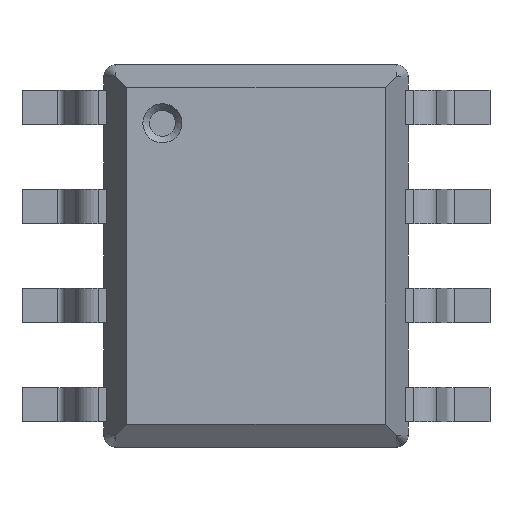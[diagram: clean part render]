
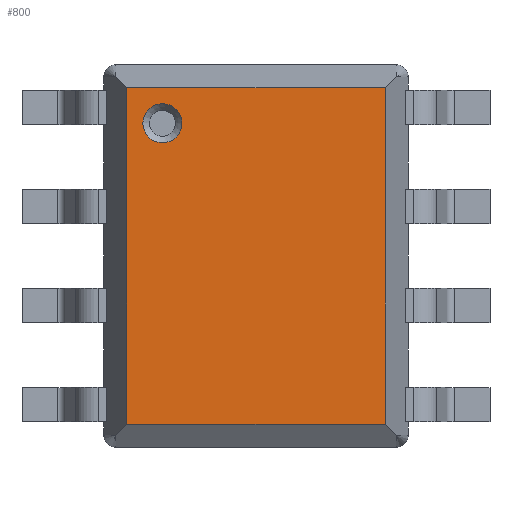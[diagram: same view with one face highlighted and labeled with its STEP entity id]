
A CAD part, top view. The second image highlights one B-rep face of the part: STEP entity #800.
In plain terms, the highlighted planar face has unit normal (0, 0, 1).
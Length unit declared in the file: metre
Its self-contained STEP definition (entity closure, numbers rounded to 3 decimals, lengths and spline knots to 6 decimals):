
#502 = EDGE_CURVE( '', #1475, #1476, #1477, .T. );
#696 = EDGE_CURVE( '', #1812, #1812, #1813, .T. );
#800 = ADVANCED_FACE( '', ( #1960, #1961 ), #1962, .F. );
#814 = EDGE_CURVE( '', #1983, #1475, #1984, .T. );
#862 = EDGE_CURVE( '', #1476, #2027, #2055, .T. );
#1060 = EDGE_CURVE( '', #2027, #1983, #2319, .T. );
#1475 = VERTEX_POINT( '', #2799 );
#1476 = VERTEX_POINT( '', #2800 );
#1477 = LINE( '', #2801, #2802 );
#1812 = VERTEX_POINT( '', #3278 );
#1813 = CIRCLE( '', #3279, 0.00025 );
#1960 = FACE_OUTER_BOUND( '', #3492, .T. );
#1961 = FACE_BOUND( '', #3493, .T. );
#1962 = PLANE( '', #3494 );
#1983 = VERTEX_POINT( '', #3519 );
#1984 = LINE( '', #3520, #3521 );
#2027 = VERTEX_POINT( '', #3584 );
#2055 = LINE( '', #3623, #3624 );
#2319 = LINE( '', #4025, #4026 );
#2799 = CARTESIAN_POINT( '', ( 0.001659, 0.002159, 0.0017 ) );
#2800 = CARTESIAN_POINT( '', ( -0.001659, 0.002159, 0.0017 ) );
#2801 = CARTESIAN_POINT( '', ( -0.0018, 0.002159, 0.0017 ) );
#2802 = VECTOR( '', #4752, 1. );
#3278 = CARTESIAN_POINT( '', ( -0.00095, 0.0017, 0.0017 ) );
#3279 = AXIS2_PLACEMENT_3D( '', #5066, #5067, #5068 );
#3492 = EDGE_LOOP( '', ( #5240, #5241, #5242, #5243 ) );
#3493 = EDGE_LOOP( '', ( #5244 ) );
#3494 = AXIS2_PLACEMENT_3D( '', #5245, #5246, #5247 );
#3519 = CARTESIAN_POINT( '', ( 0.001659, -0.002159, 0.0017 ) );
#3520 = CARTESIAN_POINT( '', ( 0.001659, 0.0023, 0.0017 ) );
#3521 = VECTOR( '', #5286, 1. );
#3584 = CARTESIAN_POINT( '', ( -0.001659, -0.002159, 0.0017 ) );
#3623 = CARTESIAN_POINT( '', ( -0.001659, 0.0023, 0.0017 ) );
#3624 = VECTOR( '', #5378, 1. );
#4025 = CARTESIAN_POINT( '', ( -0.0018, -0.002159, 0.0017 ) );
#4026 = VECTOR( '', #5682, 1. );
#4752 = DIRECTION( '', ( -1., 0., 0. ) );
#5066 = CARTESIAN_POINT( '', ( -0.0012, 0.0017, 0.0017 ) );
#5067 = DIRECTION( '', ( 0., 0., 1. ) );
#5068 = DIRECTION( '', ( 1., 0., 0. ) );
#5240 = ORIENTED_EDGE( '', *, *, #502, .T. );
#5241 = ORIENTED_EDGE( '', *, *, #862, .T. );
#5242 = ORIENTED_EDGE( '', *, *, #1060, .T. );
#5243 = ORIENTED_EDGE( '', *, *, #814, .T. );
#5244 = ORIENTED_EDGE( '', *, *, #696, .F. );
#5245 = CARTESIAN_POINT( '', ( -0.0018, 0.0023, 0.0017 ) );
#5246 = DIRECTION( '', ( 0., 0., -1. ) );
#5247 = DIRECTION( '', ( 0., -1., 0. ) );
#5286 = DIRECTION( '', ( 0., 1., 0. ) );
#5378 = DIRECTION( '', ( 0., -1., 0. ) );
#5682 = DIRECTION( '', ( 1., 0., 0. ) );
